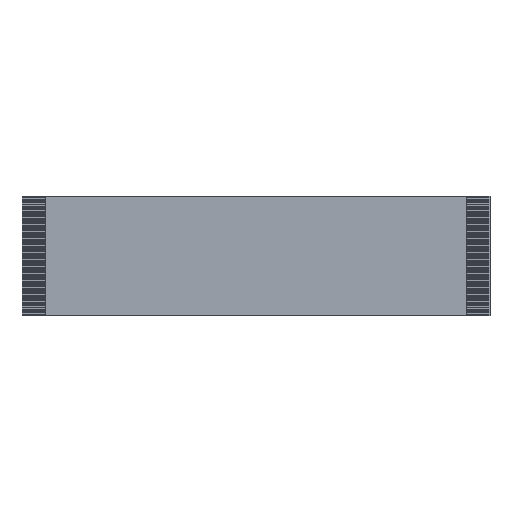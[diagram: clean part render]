
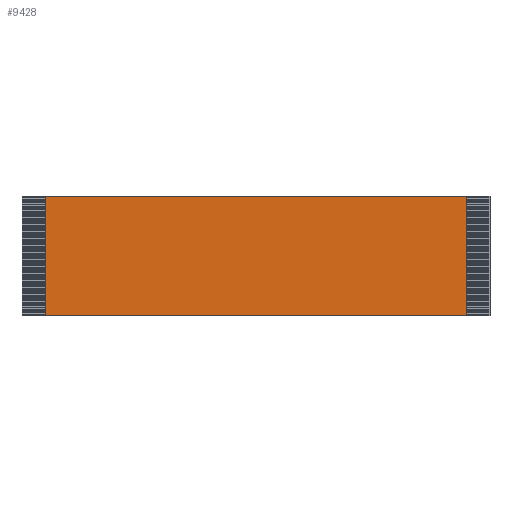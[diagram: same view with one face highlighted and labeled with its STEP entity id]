
A CAD part, top view. The second image highlights one B-rep face of the part: STEP entity #9428.
In plain terms, the highlighted planar face has unit normal (0, 0, 1).
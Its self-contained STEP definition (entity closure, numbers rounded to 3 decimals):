
#2009=ORIENTED_EDGE('',*,*,#2857,.T.);
#2010=ORIENTED_EDGE('',*,*,#3162,.F.);
#2011=ORIENTED_EDGE('',*,*,#2854,.F.);
#2012=ORIENTED_EDGE('',*,*,#3161,.T.);
#2854=EDGE_CURVE('',#3787,#3788,#4528,.T.);
#2857=EDGE_CURVE('',#3790,#3789,#4531,.T.);
#3161=EDGE_CURVE('',#3787,#3790,#4835,.T.);
#3162=EDGE_CURVE('',#3788,#3789,#4836,.T.);
#3787=VERTEX_POINT('',#12922);
#3788=VERTEX_POINT('',#12924);
#3789=VERTEX_POINT('',#12928);
#3790=VERTEX_POINT('',#12930);
#4528=LINE('',#12923,#5574);
#4531=LINE('',#12929,#5577);
#4835=LINE('',#13439,#5881);
#4836=LINE('',#13441,#5882);
#5574=VECTOR('',#10721,1000.);
#5577=VECTOR('',#10726,1000.);
#5881=VECTOR('',#11440,1000.);
#5882=VECTOR('',#11443,1000.);
#6201=EDGE_LOOP('',(#2009,#2010,#2011,#2012));
#6521=FACE_BOUND('',#6201,.T.);
#6841=PLANE('',#9755);
#9428=ADVANCED_FACE('',(#6521),#6841,.F.);
#9755=AXIS2_PLACEMENT_3D('',#13440,#11441,#11442);
#10721=DIRECTION('',(1.,0.,0.));
#10726=DIRECTION('',(1.,0.,0.));
#11440=DIRECTION('',(0.,-1.,0.));
#11441=DIRECTION('',(0.,0.,-1.));
#11442=DIRECTION('',(-1.,0.,0.));
#11443=DIRECTION('',(0.,-1.,0.));
#12922=CARTESIAN_POINT('',(-45.,12.75,0.138));
#12923=CARTESIAN_POINT('',(-45.,12.75,0.138));
#12924=CARTESIAN_POINT('',(45.,12.75,0.138));
#12928=CARTESIAN_POINT('',(45.,-12.75,0.138));
#12929=CARTESIAN_POINT('',(-45.,-12.75,0.138));
#12930=CARTESIAN_POINT('',(-45.,-12.75,0.138));
#13439=CARTESIAN_POINT('',(-45.,12.75,0.138));
#13440=CARTESIAN_POINT('',(-45.,12.75,0.138));
#13441=CARTESIAN_POINT('',(45.,12.75,0.138));
